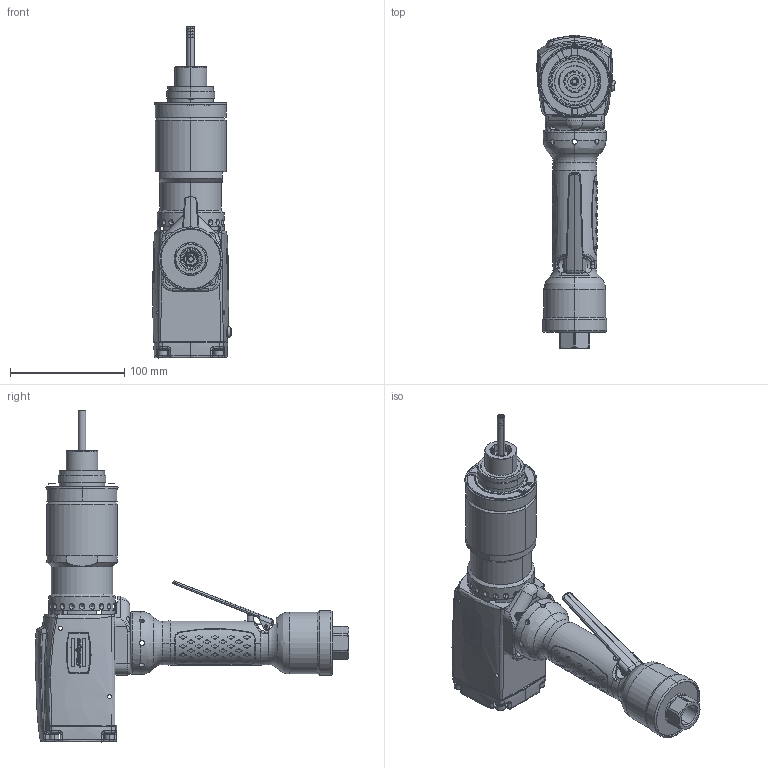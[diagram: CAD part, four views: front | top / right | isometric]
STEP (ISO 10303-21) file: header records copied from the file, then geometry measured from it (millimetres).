
FILE_DESCRIPTION((''),'2;1');
FILE_NAME('TMP9280_SW','2012-01-13T',('tooextcsr'),(''),'PRO/ENGINEER BY PARAMETRIC TECHNOLOGY CORPORATION, 2008310','PRO/ENGINEER BY PARAMETRIC TECHNOLOGY CORPORATION, 2008310','');
FILE_SCHEMA(('CONFIG_CONTROL_DESIGN', 'GEOMETRIC_VALIDATION_PROPERTIES_MIM'));
Length unit declared in the file: millimetre
Products named in the file (1): TMP9280_SW
Bounding box: 68.73 x 274.95 x 291.1 mm (x, y, z)
Surface area: 117009.8 mm2 (no closed solid volume)
Topology: 0 solids, 98 shells, 682 faces, 3727 edges, 3038 vertices
Faces by surface type: plane 191, cylinder 178, bspline 150, cone 90, torus 43, extrusion 17, sphere 13
Entity records: 58454 total; most frequent: CARTESIAN_POINT 29799, ORIENTED_EDGE 4779, EDGE_CURVE 3725, DIRECTION 3444, VERTEX_POINT 3038, B_SPLINE_CURVE_WITH_KNOTS 2023, AXIS2_PLACEMENT_3D 1193, VECTOR 1058
